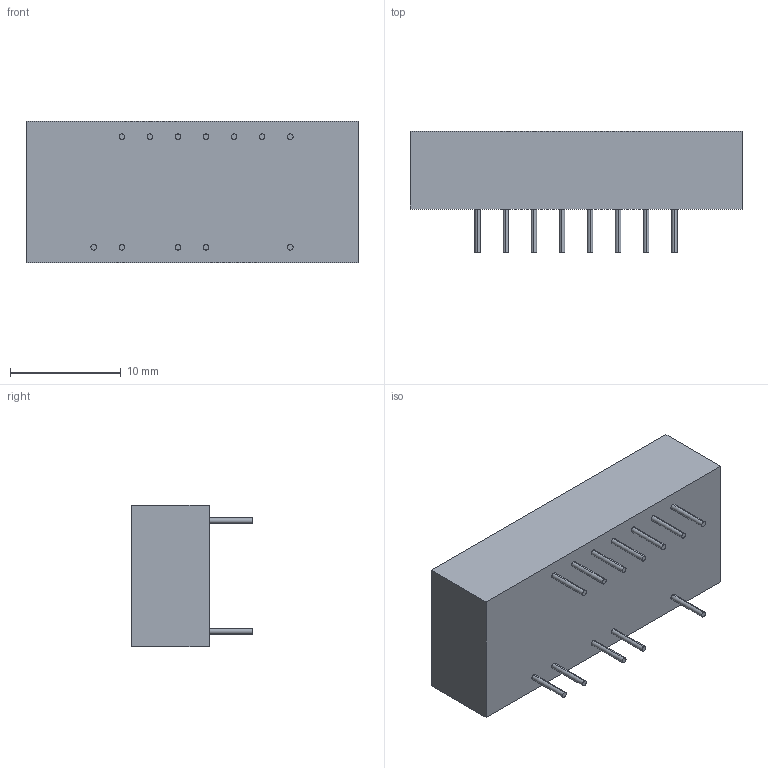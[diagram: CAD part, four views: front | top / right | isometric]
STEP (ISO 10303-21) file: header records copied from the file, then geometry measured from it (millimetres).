
FILE_DESCRIPTION (( 'STEP AP214' ), '1' );
FILE_NAME ('ltc-4624jr.stp', '2018-05-09T21:21:32', ( '' ), ( '' ), 'SwSTEP 2.0', 'SolidWorks 2016', '' );
FILE_SCHEMA (( 'AUTOMOTIVE_DESIGN' ));
Length unit declared in the file: metre
Products named in the file (1): ltc-4624jr
Bounding box: 30.02 x 10.92 x 12.8 mm (x, y, z)
Volume: 2661.4 mm3; surface area: 1536.2 mm2
Topology: 1 solids, 1 shells, 99 faces, 228 edges, 152 vertices
Faces by surface type: plane 75, cylinder 24
Entity records: 3517 total; most frequent: CARTESIAN_POINT 480, DIRECTION 476, ORIENTED_EDGE 456, EDGE_CURVE 228, LINE 180, VECTOR 180, VERTEX_POINT 152, AXIS2_PLACEMENT_3D 148
